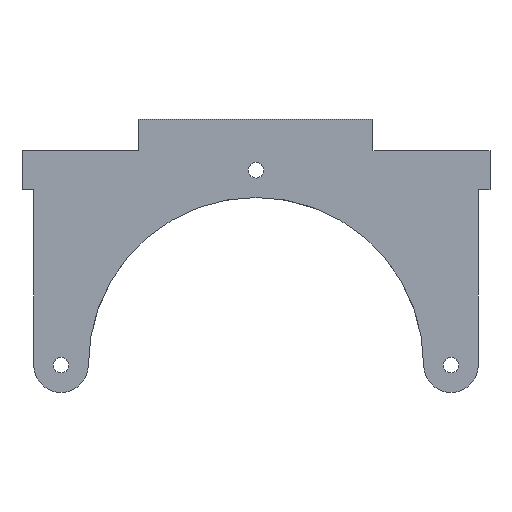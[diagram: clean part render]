
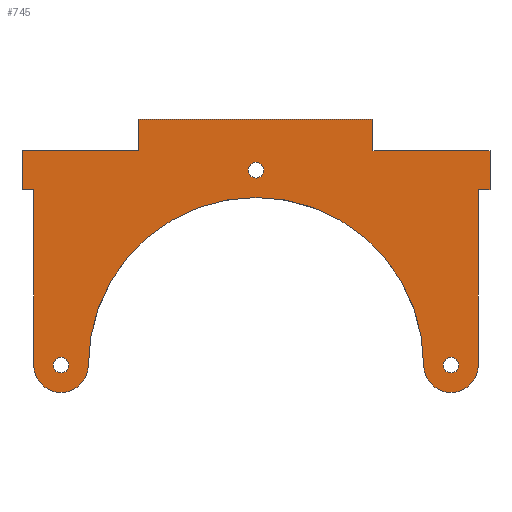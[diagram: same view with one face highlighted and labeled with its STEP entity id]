
A CAD part, front view. The second image highlights one B-rep face of the part: STEP entity #745.
In plain terms, the highlighted planar face has unit normal (0, -1, 0).
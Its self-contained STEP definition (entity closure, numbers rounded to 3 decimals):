
#1=CARTESIAN_POINT('',(50.,0.,-50.));
#2=DIRECTION('',(0.,-1.,0.));
#3=DIRECTION('',(1.,0.,0.));
#4=AXIS2_PLACEMENT_3D('',#1,#2,#3);
#6=CARTESIAN_POINT('',(50.,0.,-50.));
#7=DIRECTION('',(0.,-1.,0.));
#8=DIRECTION('',(-1.,0.,0.));
#9=AXIS2_PLACEMENT_3D('',#6,#7,#8);
#11=CARTESIAN_POINT('',(-50.,0.,-50.));
#12=DIRECTION('',(0.,-1.,0.));
#13=DIRECTION('',(1.,0.,0.));
#14=AXIS2_PLACEMENT_3D('',#11,#12,#13);
#16=CARTESIAN_POINT('',(-50.,0.,-50.));
#17=DIRECTION('',(0.,-1.,0.));
#18=DIRECTION('',(-1.,0.,0.));
#19=AXIS2_PLACEMENT_3D('',#16,#17,#18);
#21=CARTESIAN_POINT('',(0.,0.,0.));
#22=DIRECTION('',(0.,-1.,0.));
#23=DIRECTION('',(1.,0.,0.));
#24=AXIS2_PLACEMENT_3D('',#21,#22,#23);
#26=CARTESIAN_POINT('',(0.,0.,0.));
#27=DIRECTION('',(0.,-1.,0.));
#28=DIRECTION('',(-1.,0.,0.));
#29=AXIS2_PLACEMENT_3D('',#26,#27,#28);
#31=DIRECTION('',(-1.,0.,0.));
#32=VECTOR('',#31,3.);
#33=CARTESIAN_POINT('',(60.,0.,-5.));
#34=LINE('',#33,#32);
#35=DIRECTION('',(0.,0.,-1.));
#36=VECTOR('',#35,45.);
#37=CARTESIAN_POINT('',(57.,0.,-5.));
#38=LINE('',#37,#36);
#39=CARTESIAN_POINT('',(50.,0.,-50.));
#40=DIRECTION('',(0.,1.,0.));
#41=DIRECTION('',(1.,0.,0.));
#42=AXIS2_PLACEMENT_3D('',#39,#40,#41);
#44=CARTESIAN_POINT('',(0.,0.,-50.));
#45=DIRECTION('',(0.,-1.,0.));
#46=DIRECTION('',(1.,0.,0.));
#47=AXIS2_PLACEMENT_3D('',#44,#45,#46);
#49=CARTESIAN_POINT('',(-50.,0.,-50.));
#50=DIRECTION('',(0.,1.,0.));
#51=DIRECTION('',(1.,0.,0.));
#52=AXIS2_PLACEMENT_3D('',#49,#50,#51);
#54=DIRECTION('',(0.,0.,1.));
#55=VECTOR('',#54,45.);
#56=CARTESIAN_POINT('',(-57.,0.,-50.));
#57=LINE('',#56,#55);
#58=DIRECTION('',(-1.,0.,0.));
#59=VECTOR('',#58,3.);
#60=CARTESIAN_POINT('',(-57.,0.,-5.));
#61=LINE('',#60,#59);
#62=DIRECTION('',(0.,0.,1.));
#63=VECTOR('',#62,10.);
#64=CARTESIAN_POINT('',(-60.,0.,-5.));
#65=LINE('',#64,#63);
#66=DIRECTION('',(1.,0.,0.));
#67=VECTOR('',#66,30.);
#68=CARTESIAN_POINT('',(-60.,0.,5.));
#69=LINE('',#68,#67);
#70=DIRECTION('',(0.,0.,1.));
#71=VECTOR('',#70,8.);
#72=CARTESIAN_POINT('',(-30.,0.,5.));
#73=LINE('',#72,#71);
#74=DIRECTION('',(1.,0.,0.));
#75=VECTOR('',#74,30.);
#76=CARTESIAN_POINT('',(30.,0.,5.));
#77=LINE('',#76,#75);
#78=DIRECTION('',(0.,0.,-1.));
#79=VECTOR('',#78,10.);
#80=CARTESIAN_POINT('',(60.,0.,5.));
#81=LINE('',#80,#79);
#202=DIRECTION('',(0.,0.,1.));
#203=VECTOR('',#202,8.);
#204=CARTESIAN_POINT('',(30.,0.,5.));
#205=LINE('',#204,#203);
#214=DIRECTION('',(1.,0.,0.));
#215=VECTOR('',#214,60.);
#216=CARTESIAN_POINT('',(-30.,0.,13.));
#217=LINE('',#216,#215);
#552=CARTESIAN_POINT('',(2.,0.,0.));
#553=CARTESIAN_POINT('',(-2.,0.,0.));
#554=VERTEX_POINT('',#552);
#555=VERTEX_POINT('',#553);
#556=CARTESIAN_POINT('',(-60.,0.,-5.));
#557=CARTESIAN_POINT('',(-60.,0.,5.));
#558=VERTEX_POINT('',#556);
#559=VERTEX_POINT('',#557);
#560=CARTESIAN_POINT('',(60.,0.,5.));
#561=CARTESIAN_POINT('',(60.,0.,-5.));
#562=VERTEX_POINT('',#560);
#563=VERTEX_POINT('',#561);
#572=CARTESIAN_POINT('',(30.,0.,13.));
#574=VERTEX_POINT('',#572);
#578=CARTESIAN_POINT('',(-30.,0.,13.));
#579=VERTEX_POINT('',#578);
#580=CARTESIAN_POINT('',(-30.,0.,5.));
#581=VERTEX_POINT('',#580);
#582=CARTESIAN_POINT('',(30.,0.,5.));
#583=VERTEX_POINT('',#582);
#608=CARTESIAN_POINT('',(-48.,0.,-50.));
#609=CARTESIAN_POINT('',(-52.,0.,-50.));
#610=VERTEX_POINT('',#608);
#611=VERTEX_POINT('',#609);
#612=CARTESIAN_POINT('',(52.,0.,-50.));
#613=CARTESIAN_POINT('',(48.,0.,-50.));
#614=VERTEX_POINT('',#612);
#615=VERTEX_POINT('',#613);
#616=CARTESIAN_POINT('',(57.,0.,-50.));
#617=CARTESIAN_POINT('',(43.,0.,-50.));
#618=VERTEX_POINT('',#616);
#619=VERTEX_POINT('',#617);
#620=CARTESIAN_POINT('',(-43.,0.,-50.));
#621=VERTEX_POINT('',#620);
#622=CARTESIAN_POINT('',(-57.,0.,-50.));
#623=VERTEX_POINT('',#622);
#624=CARTESIAN_POINT('',(-57.,0.,-5.));
#626=VERTEX_POINT('',#624);
#628=CARTESIAN_POINT('',(57.,0.,-5.));
#630=VERTEX_POINT('',#628);
#692=CARTESIAN_POINT('',(0.,0.,0.));
#693=DIRECTION('',(0.,1.,0.));
#694=DIRECTION('',(1.,0.,0.));
#695=AXIS2_PLACEMENT_3D('',#692,#693,#694);
#696=PLANE('',#695);
#698=ORIENTED_EDGE('',*,*,#697,.T.);
#700=ORIENTED_EDGE('',*,*,#699,.T.);
#702=ORIENTED_EDGE('',*,*,#701,.T.);
#704=ORIENTED_EDGE('',*,*,#703,.T.);
#706=ORIENTED_EDGE('',*,*,#705,.T.);
#708=ORIENTED_EDGE('',*,*,#707,.T.);
#710=ORIENTED_EDGE('',*,*,#709,.T.);
#712=ORIENTED_EDGE('',*,*,#711,.T.);
#714=ORIENTED_EDGE('',*,*,#713,.T.);
#716=ORIENTED_EDGE('',*,*,#715,.T.);
#718=ORIENTED_EDGE('',*,*,#717,.T.);
#720=ORIENTED_EDGE('',*,*,#719,.F.);
#722=ORIENTED_EDGE('',*,*,#721,.T.);
#724=ORIENTED_EDGE('',*,*,#723,.T.);
#725=EDGE_LOOP('',(#698,#700,#702,#704,#706,#708,#710,#712,#714,#716,#718,#720,
#722,#724));
#726=FACE_OUTER_BOUND('',#725,.F.);
#728=ORIENTED_EDGE('',*,*,#727,.T.);
#730=ORIENTED_EDGE('',*,*,#729,.T.);
#731=EDGE_LOOP('',(#728,#730));
#732=FACE_BOUND('',#731,.F.);
#734=ORIENTED_EDGE('',*,*,#733,.T.);
#736=ORIENTED_EDGE('',*,*,#735,.T.);
#737=EDGE_LOOP('',(#734,#736));
#738=FACE_BOUND('',#737,.F.);
#740=ORIENTED_EDGE('',*,*,#739,.T.);
#742=ORIENTED_EDGE('',*,*,#741,.T.);
#743=EDGE_LOOP('',(#740,#742));
#744=FACE_BOUND('',#743,.F.);
#745=ADVANCED_FACE('',(#726,#732,#738,#744),#696,.F.);
#5=CIRCLE('',#4,2.);
#10=CIRCLE('',#9,2.);
#15=CIRCLE('',#14,2.);
#20=CIRCLE('',#19,2.);
#25=CIRCLE('',#24,2.);
#30=CIRCLE('',#29,2.);
#43=CIRCLE('',#42,7.);
#48=CIRCLE('',#47,43.);
#53=CIRCLE('',#52,7.);
#697=EDGE_CURVE('',#563,#630,#34,.T.);
#699=EDGE_CURVE('',#630,#618,#38,.T.);
#701=EDGE_CURVE('',#618,#619,#43,.T.);
#703=EDGE_CURVE('',#619,#621,#48,.T.);
#705=EDGE_CURVE('',#621,#623,#53,.T.);
#707=EDGE_CURVE('',#623,#626,#57,.T.);
#709=EDGE_CURVE('',#626,#558,#61,.T.);
#711=EDGE_CURVE('',#558,#559,#65,.T.);
#713=EDGE_CURVE('',#559,#581,#69,.T.);
#715=EDGE_CURVE('',#581,#579,#73,.T.);
#717=EDGE_CURVE('',#579,#574,#217,.T.);
#719=EDGE_CURVE('',#583,#574,#205,.T.);
#721=EDGE_CURVE('',#583,#562,#77,.T.);
#723=EDGE_CURVE('',#562,#563,#81,.T.);
#727=EDGE_CURVE('',#610,#611,#15,.T.);
#729=EDGE_CURVE('',#611,#610,#20,.T.);
#733=EDGE_CURVE('',#554,#555,#25,.T.);
#735=EDGE_CURVE('',#555,#554,#30,.T.);
#739=EDGE_CURVE('',#614,#615,#5,.T.);
#741=EDGE_CURVE('',#615,#614,#10,.T.);
